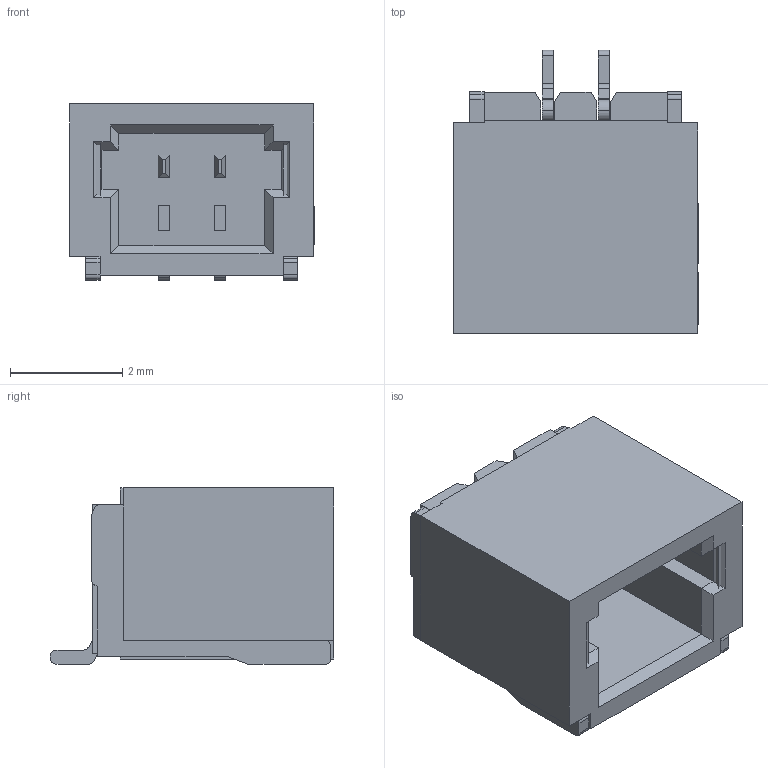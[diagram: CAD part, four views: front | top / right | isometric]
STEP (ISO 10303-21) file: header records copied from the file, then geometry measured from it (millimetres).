
FILE_DESCRIPTION(/* description */ ('Designed by EasyEDA Pro'),/* implementation_level */ '2;1');
FILE_NAME(/* name */ 'CONN-SMD_1x2P-P1.0-H_WAFER-SH1.0-2PWB.step',/* time_stamp */ '2024-01-01T17:26:24+08:00',/* author */ ('20220615'),/* organization */ ('Open CASCADE'),/* preprocessor_version */ 'ST-DEVELOPER v19',/* originating_system */ 'Autodesk Inventor 2023',/* authorisation */ 'Unknown');
FILE_SCHEMA (('AUTOMOTIVE_DESIGN { 1 0 10303 214 3 1 1 }'));
Length unit declared in the file: millimetre
Products named in the file (4): PCBModel; U1; CONN-SMD_2P-P1.00_XUNPU_WAFER-SH1.0-2PWB; COMPOUND
Assembly tree (3 placements, depth 4):
  PCBModel
    U1
      CONN-SMD_2P-P1.00_XUNPU_WAFER-SH1.0-2PWB
        COMPOUND
Bounding box: 4.36 x 5.05 x 3.14 mm (x, y, z)
Volume: 36.8 mm3; surface area: 214.7 mm2
Topology: 3 solids, 3 shells, 388 faces, 1045 edges, 690 vertices
Faces by surface type: plane 264, bspline 98, cylinder 26
Entity records: 13081 total; most frequent: CARTESIAN_POINT 3166, ORIENTED_EDGE 2090, DIRECTION 1667, EDGE_CURVE 1045, LINE 797, VECTOR 797, VERTEX_POINT 690, AXIS2_PLACEMENT_3D 435
